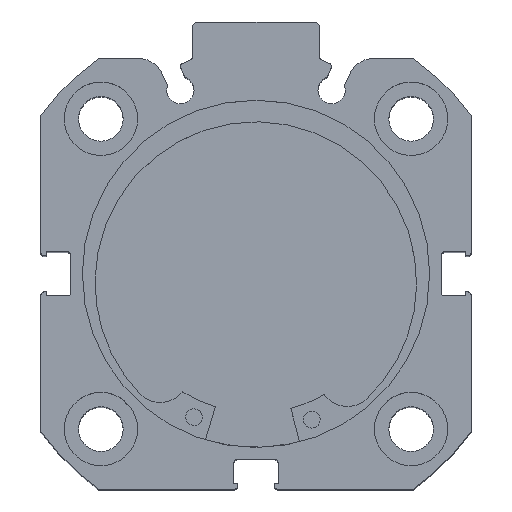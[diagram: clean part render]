
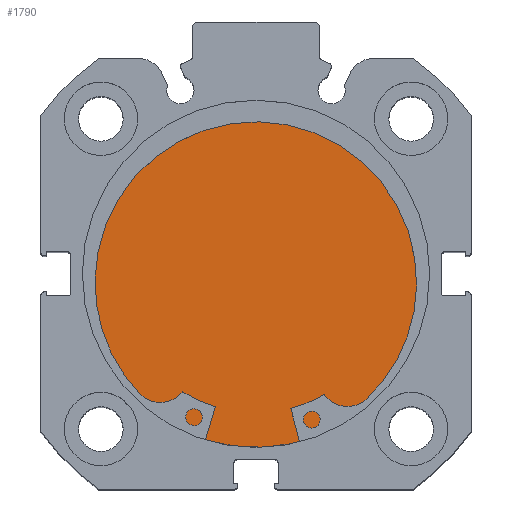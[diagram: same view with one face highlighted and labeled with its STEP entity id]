
A CAD part, top view. The second image highlights one B-rep face of the part: STEP entity #1790.
In plain terms, the highlighted face is planar.
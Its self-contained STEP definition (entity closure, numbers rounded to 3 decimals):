
#507 = DIRECTION ( 'NONE',  ( 0., 0., 1. ) ) ;
#508 = DIRECTION ( 'NONE',  ( -1., 0., 0. ) ) ;
#513 = PLANE ( 'NONE',  #2547 ) ;
#515 = CARTESIAN_POINT ( 'NONE',  ( 9., 26., 0. ) ) ;
#1273 = CARTESIAN_POINT ( 'NONE',  ( 9., 0., -26. ) ) ;
#1584 = VERTEX_POINT ( 'NONE', #1273 ) ;
#1790 = ADVANCED_FACE ( 'NONE', ( #3137 ), #513, .F. ) ;
#2062 = EDGE_CURVE ( 'NONE', #2344, #1584, #3518, .T. ) ;
#2073 = EDGE_CURVE ( 'NONE', #1584, #2344, #3532, .T. ) ;
#2344 = VERTEX_POINT ( 'NONE', #4794 ) ;
#2547 = AXIS2_PLACEMENT_3D ( 'NONE', #515, #508, #507 ) ;
#2763 = AXIS2_PLACEMENT_3D ( 'NONE', #4251, #4256, #4257 ) ;
#2773 = AXIS2_PLACEMENT_3D ( 'NONE', #4277, #4285, #4286 ) ;
#3137 = FACE_OUTER_BOUND ( 'NONE', #5736, .T. ) ;
#3518 = CIRCLE ( 'NONE', #2763, 26. ) ;
#3532 = CIRCLE ( 'NONE', #2773, 26. ) ;
#4251 = CARTESIAN_POINT ( 'NONE',  ( 9., 0., 0. ) ) ;
#4256 = DIRECTION ( 'NONE',  ( -1., 0., 0. ) ) ;
#4257 = DIRECTION ( 'NONE',  ( 0., 0., 1. ) ) ;
#4277 = CARTESIAN_POINT ( 'NONE',  ( 9., 0., 0. ) ) ;
#4285 = DIRECTION ( 'NONE',  ( -1., 0., 0. ) ) ;
#4286 = DIRECTION ( 'NONE',  ( 0., 0., 1. ) ) ;
#4794 = CARTESIAN_POINT ( 'NONE',  ( 9., 0., 26. ) ) ;
#5736 = EDGE_LOOP ( 'NONE', ( #6569, #6568 ) ) ;
#6568 = ORIENTED_EDGE ( 'NONE', *, *, #2073, .F. ) ;
#6569 = ORIENTED_EDGE ( 'NONE', *, *, #2062, .F. ) ;
